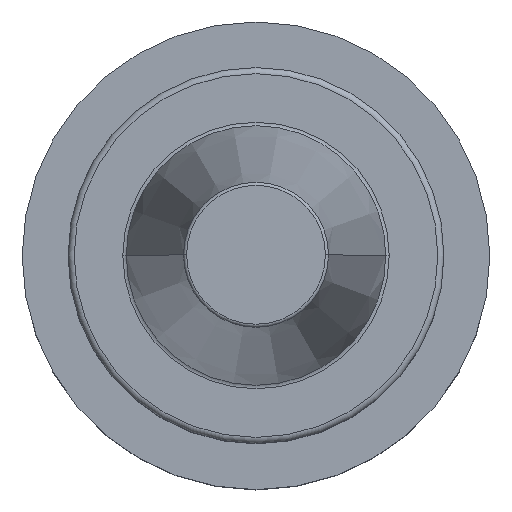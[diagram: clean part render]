
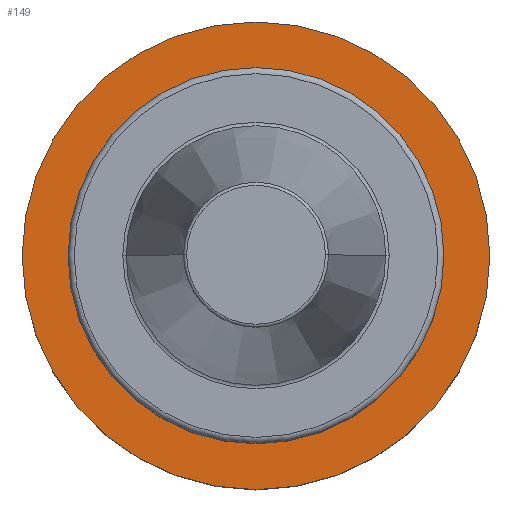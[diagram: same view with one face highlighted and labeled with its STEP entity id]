
A CAD part, top view. The second image highlights one B-rep face of the part: STEP entity #149.
In plain terms, the highlighted planar face has unit normal (0, 0, 1).
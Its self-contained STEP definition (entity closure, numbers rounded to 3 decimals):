
#149=ADVANCED_FACE('',(#176,#177),#165,.F.);
#165=PLANE('',#591);
#176=FACE_BOUND('',#204,.T.);
#177=FACE_BOUND('',#205,.T.);
#204=EDGE_LOOP('',(#303,#304));
#205=EDGE_LOOP('',(#305,#306));
#303=ORIENTED_EDGE('',*,*,#426,.F.);
#304=ORIENTED_EDGE('',*,*,#429,.F.);
#305=ORIENTED_EDGE('',*,*,#411,.T.);
#306=ORIENTED_EDGE('',*,*,#437,.T.);
#365=VERTEX_POINT('',#858);
#366=VERTEX_POINT('',#860);
#376=VERTEX_POINT('',#890);
#377=VERTEX_POINT('',#891);
#411=EDGE_CURVE('',#366,#365,#469,.T.);
#426=EDGE_CURVE('',#376,#377,#479,.T.);
#429=EDGE_CURVE('',#377,#376,#480,.T.);
#437=EDGE_CURVE('',#365,#366,#488,.T.);
#469=CIRCLE('',#557,28.6);
#479=CIRCLE('',#572,22.99);
#480=CIRCLE('',#574,22.99);
#488=CIRCLE('',#589,28.6);
#557=AXIS2_PLACEMENT_3D('',#859,#680,#681);
#572=AXIS2_PLACEMENT_3D('',#889,#715,#716);
#574=AXIS2_PLACEMENT_3D('',#895,#721,#722);
#589=AXIS2_PLACEMENT_3D('',#913,#751,#752);
#591=AXIS2_PLACEMENT_3D('',#915,#755,#756);
#680=DIRECTION('',(0.,0.,1.));
#681=DIRECTION('',(1.,0.,0.));
#715=DIRECTION('',(0.,0.,1.));
#716=DIRECTION('',(1.,0.,0.));
#721=DIRECTION('',(0.,0.,1.));
#722=DIRECTION('',(1.,0.,0.));
#751=DIRECTION('',(0.,0.,1.));
#752=DIRECTION('',(1.,0.,0.));
#755=DIRECTION('',(0.,0.,-1.));
#756=DIRECTION('',(1.,0.,0.));
#858=CARTESIAN_POINT('',(-28.6,0.,-24.26));
#859=CARTESIAN_POINT('',(0.,0.,-24.26));
#860=CARTESIAN_POINT('',(28.6,0.,-24.26));
#889=CARTESIAN_POINT('',(0.,0.,-24.26));
#890=CARTESIAN_POINT('',(22.99,0.,-24.26));
#891=CARTESIAN_POINT('',(-22.99,0.,-24.26));
#895=CARTESIAN_POINT('',(0.,0.,-24.26));
#913=CARTESIAN_POINT('',(0.,0.,-24.26));
#915=CARTESIAN_POINT('',(0.,22.99,-24.26));
